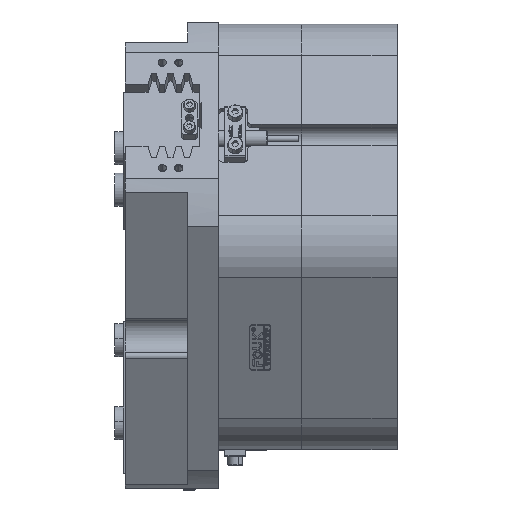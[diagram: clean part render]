
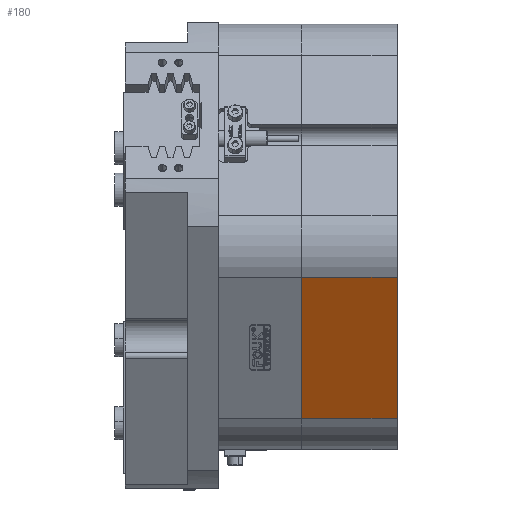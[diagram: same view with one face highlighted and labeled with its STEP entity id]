
A CAD part, left-side view. The second image highlights one B-rep face of the part: STEP entity #180.
In plain terms, the highlighted face is planar.
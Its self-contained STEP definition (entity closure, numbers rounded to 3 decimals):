
#180 = ADVANCED_FACE ( 'NONE', ( #50088 ), #36486, .F. ) ;
#3364 = LINE ( 'NONE', #45432, #51538 ) ;
#3517 = CARTESIAN_POINT ( 'NONE',  ( 109.697, 46., 18. ) ) ;
#3674 = DIRECTION ( 'NONE',  ( -0.866, 0., -0.5 ) ) ;
#5132 = VECTOR ( 'NONE', #38477, 1000. ) ;
#6072 = ORIENTED_EDGE ( 'NONE', *, *, #37496, .T. ) ;
#6091 = EDGE_CURVE ( 'NONE', #28732, #21280, #45419, .T. ) ;
#7617 = DIRECTION ( 'NONE',  ( 0., 1., 0. ) ) ;
#8101 = ORIENTED_EDGE ( 'NONE', *, *, #54290, .F. ) ;
#9211 = DIRECTION ( 'NONE',  ( 0.5, 0., -0.866 ) ) ;
#11271 = VERTEX_POINT ( 'NONE', #46505 ) ;
#11890 = LINE ( 'NONE', #20956, #25638 ) ;
#14104 = AXIS2_PLACEMENT_3D ( 'NONE', #45312, #3674, #31098 ) ;
#16789 = CARTESIAN_POINT ( 'NONE',  ( 70.437, 0., 86. ) ) ;
#20437 = CARTESIAN_POINT ( 'NONE',  ( 61.776, 0., 101. ) ) ;
#20956 = CARTESIAN_POINT ( 'NONE',  ( 109.697, 46., 18. ) ) ;
#21280 = VERTEX_POINT ( 'NONE', #22100 ) ;
#22100 = CARTESIAN_POINT ( 'NONE',  ( 109.697, 0., 18. ) ) ;
#24432 = EDGE_CURVE ( 'NONE', #11271, #28732, #34106, .T. ) ;
#25638 = VECTOR ( 'NONE', #7617, 1000. ) ;
#28732 = VERTEX_POINT ( 'NONE', #16789 ) ;
#30332 = EDGE_LOOP ( 'NONE', ( #30812, #6072, #8101, #43475 ) ) ;
#30812 = ORIENTED_EDGE ( 'NONE', *, *, #6091, .T. ) ;
#31098 = DIRECTION ( 'NONE',  ( -0.5, 0., 0.866 ) ) ;
#34106 = LINE ( 'NONE', #37163, #54937 ) ;
#36486 = PLANE ( 'NONE',  #14104 ) ;
#37163 = CARTESIAN_POINT ( 'NONE',  ( 70.437, 46., 86. ) ) ;
#37496 = EDGE_CURVE ( 'NONE', #21280, #54791, #11890, .T. ) ;
#38477 = DIRECTION ( 'NONE',  ( 0.5, 0., -0.866 ) ) ;
#38752 = DIRECTION ( 'NONE',  ( 0., -1., 0. ) ) ;
#43475 = ORIENTED_EDGE ( 'NONE', *, *, #24432, .T. ) ;
#45312 = CARTESIAN_POINT ( 'NONE',  ( 61.776, 46., 101. ) ) ;
#45419 = LINE ( 'NONE', #20437, #5132 ) ;
#45432 = CARTESIAN_POINT ( 'NONE',  ( 61.776, 46., 101. ) ) ;
#46505 = CARTESIAN_POINT ( 'NONE',  ( 70.437, 46., 86. ) ) ;
#50088 = FACE_OUTER_BOUND ( 'NONE', #30332, .T. ) ;
#51538 = VECTOR ( 'NONE', #9211, 1000. ) ;
#54290 = EDGE_CURVE ( 'NONE', #11271, #54791, #3364, .T. ) ;
#54791 = VERTEX_POINT ( 'NONE', #3517 ) ;
#54937 = VECTOR ( 'NONE', #38752, 1000. ) ;
